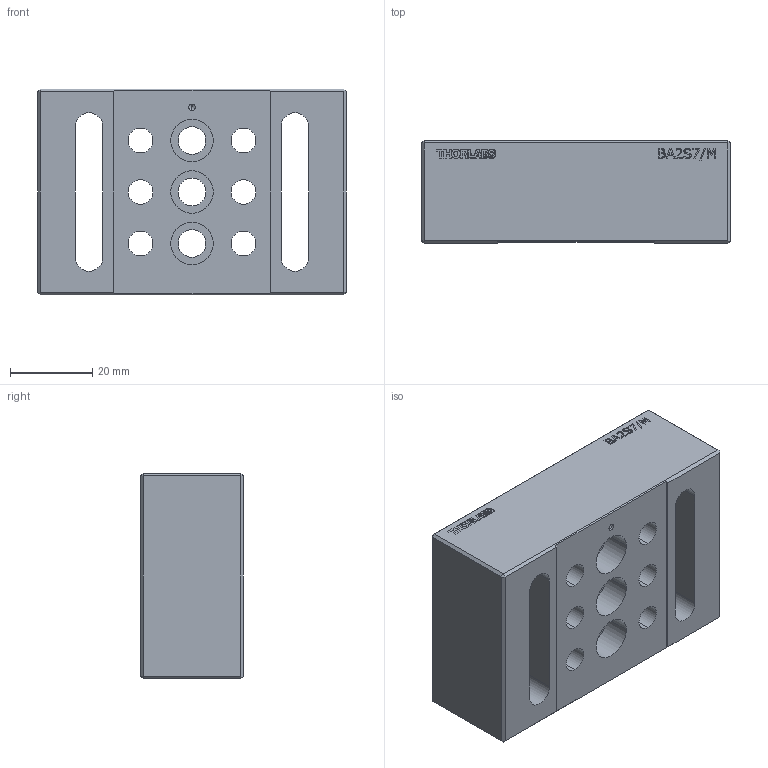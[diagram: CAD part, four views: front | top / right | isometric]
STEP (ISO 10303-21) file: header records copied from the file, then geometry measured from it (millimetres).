
FILE_DESCRIPTION (( 'STEP AP214' ), '1' );
FILE_NAME ('18444-E0W.STEP', '2013-11-14T14:11:20', ( 'Admin' ), ( '' ), 'SwSTEP 2.0', 'SolidWorks 2012', '' );
FILE_SCHEMA (( 'AUTOMOTIVE_DESIGN' ));
Length unit declared in the file: inch
Products named in the file (1): 18444-E0W
Bounding box: 75 x 25 x 50 mm (x, y, z)
Volume: 67735.4 mm3; surface area: 21143.5 mm2
Topology: 1 solids, 1 shells, 441 faces, 1183 edges, 781 vertices
Faces by surface type: plane 250, bspline 151, cylinder 38, cone 2
Entity records: 23326 total; most frequent: CARTESIAN_POINT 7451, ORIENTED_EDGE 2362, DIRECTION 1537, EDGE_CURVE 1181, VECTOR 803, LINE 803, VERTEX_POINT 781, EDGE_LOOP 502
